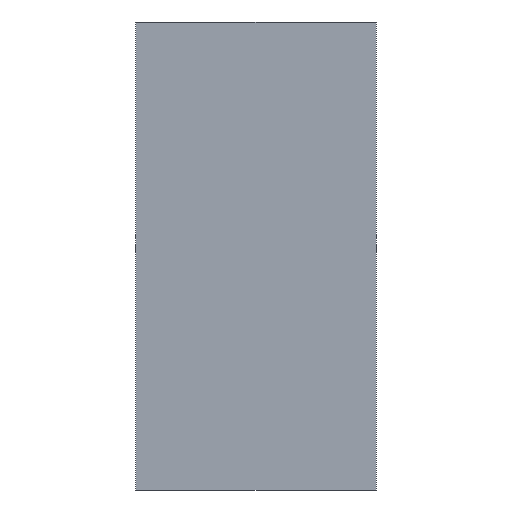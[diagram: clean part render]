
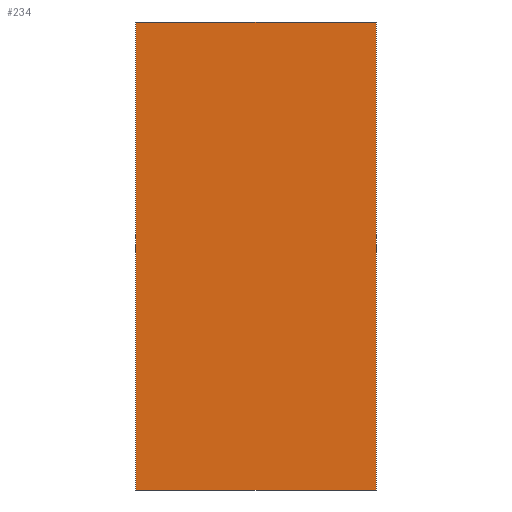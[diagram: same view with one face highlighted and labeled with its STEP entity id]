
A CAD part, front view. The second image highlights one B-rep face of the part: STEP entity #234.
In plain terms, the highlighted planar face has unit normal (0, -1, 0).
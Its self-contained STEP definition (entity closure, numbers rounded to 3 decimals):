
#10 = VERTEX_POINT ( 'NONE', #370 ) ;
#27 = DIRECTION ( 'NONE',  ( 1., 0., 0. ) ) ;
#29 = DIRECTION ( 'NONE',  ( -1., 0., 0. ) ) ;
#38 = LINE ( 'NONE', #638, #494 ) ;
#40 = EDGE_CURVE ( 'NONE', #801, #10, #116, .T. ) ;
#46 = EDGE_CURVE ( 'NONE', #10, #483, #38, .T. ) ;
#104 = CARTESIAN_POINT ( 'NONE',  ( -180.5, 0., 2448.739 ) ) ;
#107 = EDGE_CURVE ( 'NONE', #114, #801, #709, .T. ) ;
#114 = VERTEX_POINT ( 'NONE', #251 ) ;
#116 = LINE ( 'NONE', #104, #884 ) ;
#118 = DIRECTION ( 'NONE',  ( 0., 0., 1. ) ) ;
#123 = PLANE ( 'NONE',  #530 ) ;
#133 = ORIENTED_EDGE ( 'NONE', *, *, #40, .T. ) ;
#178 = LINE ( 'NONE', #447, #496 ) ;
#221 = VECTOR ( 'NONE', #29, 1000. ) ;
#232 = CARTESIAN_POINT ( 'NONE',  ( 1255.239, 0., 351. ) ) ;
#234 = ADVANCED_FACE ( 'NONE', ( #319 ), #123, .F. ) ;
#251 = CARTESIAN_POINT ( 'NONE',  ( 180.5, 0., 351. ) ) ;
#290 = ORIENTED_EDGE ( 'NONE', *, *, #107, .T. ) ;
#319 = FACE_OUTER_BOUND ( 'NONE', #347, .T. ) ;
#333 = DIRECTION ( 'NONE',  ( 0., 1., 0. ) ) ;
#347 = EDGE_LOOP ( 'NONE', ( #290, #133, #848, #745 ) ) ;
#370 = CARTESIAN_POINT ( 'NONE',  ( -180.5, 0., -351. ) ) ;
#447 = CARTESIAN_POINT ( 'NONE',  ( 180.5, 0., -2448.739 ) ) ;
#454 = CARTESIAN_POINT ( 'NONE',  ( 0., 0., 0. ) ) ;
#483 = VERTEX_POINT ( 'NONE', #746 ) ;
#494 = VECTOR ( 'NONE', #27, 1000. ) ;
#496 = VECTOR ( 'NONE', #118, 1000. ) ;
#514 = EDGE_CURVE ( 'NONE', #483, #114, #178, .T. ) ;
#530 = AXIS2_PLACEMENT_3D ( 'NONE', #454, #333, #657 ) ;
#638 = CARTESIAN_POINT ( 'NONE',  ( -1255.239, 0., -351. ) ) ;
#657 = DIRECTION ( 'NONE',  ( 1., 0., 0. ) ) ;
#709 = LINE ( 'NONE', #232, #221 ) ;
#745 = ORIENTED_EDGE ( 'NONE', *, *, #514, .T. ) ;
#746 = CARTESIAN_POINT ( 'NONE',  ( 180.5, 0., -351. ) ) ;
#801 = VERTEX_POINT ( 'NONE', #806 ) ;
#806 = CARTESIAN_POINT ( 'NONE',  ( -180.5, 0., 351. ) ) ;
#848 = ORIENTED_EDGE ( 'NONE', *, *, #46, .T. ) ;
#861 = DIRECTION ( 'NONE',  ( 0., 0., -1. ) ) ;
#884 = VECTOR ( 'NONE', #861, 1000. ) ;
